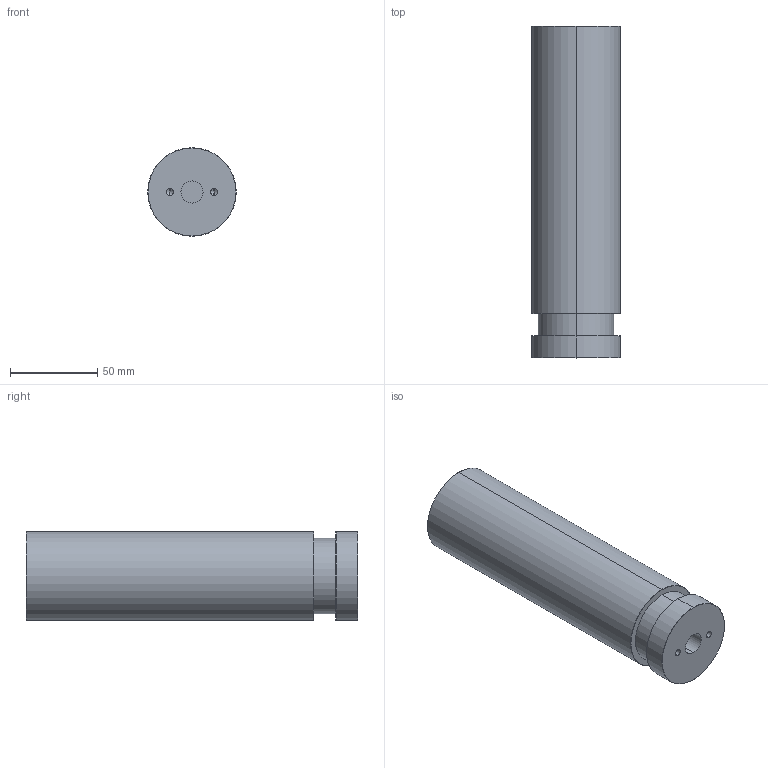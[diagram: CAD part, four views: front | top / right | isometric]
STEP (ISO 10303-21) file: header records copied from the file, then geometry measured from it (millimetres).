
FILE_DESCRIPTION (( 'STEP AP214' ), '1' );
FILE_NAME ('LVCM-051-165-03-solid.STEP', '2015-05-08T22:28:40', ( '' ), ( '' ), 'SwSTEP 2.0', 'SolidWorks 2013', '' );
FILE_SCHEMA (( 'AUTOMOTIVE_DESIGN' ));
Length unit declared in the file: millimetre
Products named in the file (1): LVCM-051-165-03-solid
Bounding box: 50.8 x 190.5 x 50.8 mm (x, y, z)
Volume: 376923.4 mm3; surface area: 36150.7 mm2
Topology: 1 solids, 1 shells, 37 faces, 80 edges, 44 vertices
Faces by surface type: cylinder 16, cone 16, plane 5
Entity records: 1182 total; most frequent: DIRECTION 188, CARTESIAN_POINT 154, ORIENTED_EDGE 144, AXIS2_PLACEMENT_3D 78, EDGE_CURVE 72, EDGE_LOOP 44, VERTEX_POINT 44, CIRCLE 40
